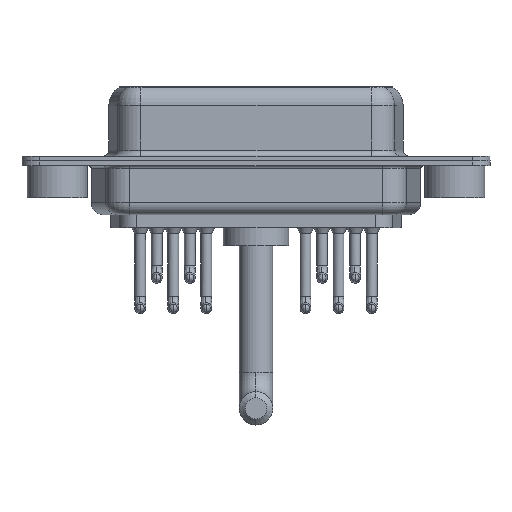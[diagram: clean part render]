
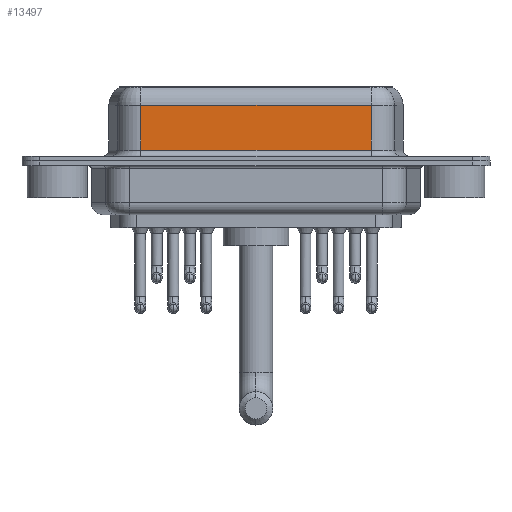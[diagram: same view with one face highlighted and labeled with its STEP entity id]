
A CAD part, front view. The second image highlights one B-rep face of the part: STEP entity #13497.
In plain terms, the highlighted planar face has unit normal (0, -1, 0).
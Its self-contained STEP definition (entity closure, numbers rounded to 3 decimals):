
#398 = CARTESIAN_POINT ( 'NONE',  ( 7.013, -3.95, 6.4 ) ) ;
#967 = CARTESIAN_POINT ( 'NONE',  ( 7.013, -3.95, 4.65 ) ) ;
#1172 = VERTEX_POINT ( 'NONE', #13058 ) ;
#1707 = DIRECTION ( 'NONE',  ( 0., 0., 1. ) ) ;
#2086 = EDGE_CURVE ( 'NONE', #11479, #4711, #5955, .T. ) ;
#2566 = CARTESIAN_POINT ( 'NONE',  ( 26.287, -3.95, 4.65 ) ) ;
#3059 = EDGE_CURVE ( 'NONE', #6460, #11479, #16340, .T. ) ;
#3075 = CARTESIAN_POINT ( 'NONE',  ( 26.287, -3.95, 6.4 ) ) ;
#3165 = DIRECTION ( 'NONE',  ( 0., 0., -1. ) ) ;
#4711 = VERTEX_POINT ( 'NONE', #17114 ) ;
#5955 = LINE ( 'NONE', #10335, #15184 ) ;
#6460 = VERTEX_POINT ( 'NONE', #967 ) ;
#7733 = FACE_OUTER_BOUND ( 'NONE', #12178, .T. ) ;
#7980 = VECTOR ( 'NONE', #17660, 1000. ) ;
#8630 = ORIENTED_EDGE ( 'NONE', *, *, #3059, .T. ) ;
#10335 = CARTESIAN_POINT ( 'NONE',  ( 26.287, -3.95, 0.9 ) ) ;
#11479 = VERTEX_POINT ( 'NONE', #13716 ) ;
#12139 = EDGE_CURVE ( 'NONE', #1172, #6460, #15491, .T. ) ;
#12178 = EDGE_LOOP ( 'NONE', ( #15215, #18007, #8630, #12269 ) ) ;
#12269 = ORIENTED_EDGE ( 'NONE', *, *, #2086, .T. ) ;
#13058 = CARTESIAN_POINT ( 'NONE',  ( 26.287, -3.95, 4.65 ) ) ;
#13398 = DIRECTION ( 'NONE',  ( 0., 1., 0. ) ) ;
#13493 = PLANE ( 'NONE',  #18026 ) ;
#13497 = ADVANCED_FACE ( 'NONE', ( #7733 ), #13493, .F. ) ;
#13716 = CARTESIAN_POINT ( 'NONE',  ( 7.013, -3.95, 0.9 ) ) ;
#14156 = VECTOR ( 'NONE', #3165, 1000. ) ;
#14339 = VECTOR ( 'NONE', #14401, 1000. ) ;
#14401 = DIRECTION ( 'NONE',  ( -1., 0., 0. ) ) ;
#14612 = CARTESIAN_POINT ( 'NONE',  ( 26.287, -3.95, 6.4 ) ) ;
#15184 = VECTOR ( 'NONE', #16265, 1000. ) ;
#15215 = ORIENTED_EDGE ( 'NONE', *, *, #16962, .F. ) ;
#15491 = LINE ( 'NONE', #2566, #14339 ) ;
#16017 = LINE ( 'NONE', #3075, #14156 ) ;
#16265 = DIRECTION ( 'NONE',  ( 1., 0., 0. ) ) ;
#16340 = LINE ( 'NONE', #398, #7980 ) ;
#16962 = EDGE_CURVE ( 'NONE', #1172, #4711, #16017, .T. ) ;
#17114 = CARTESIAN_POINT ( 'NONE',  ( 26.287, -3.95, 0.9 ) ) ;
#17660 = DIRECTION ( 'NONE',  ( 0., 0., -1. ) ) ;
#18007 = ORIENTED_EDGE ( 'NONE', *, *, #12139, .T. ) ;
#18026 = AXIS2_PLACEMENT_3D ( 'NONE', #14612, #13398, #1707 ) ;
